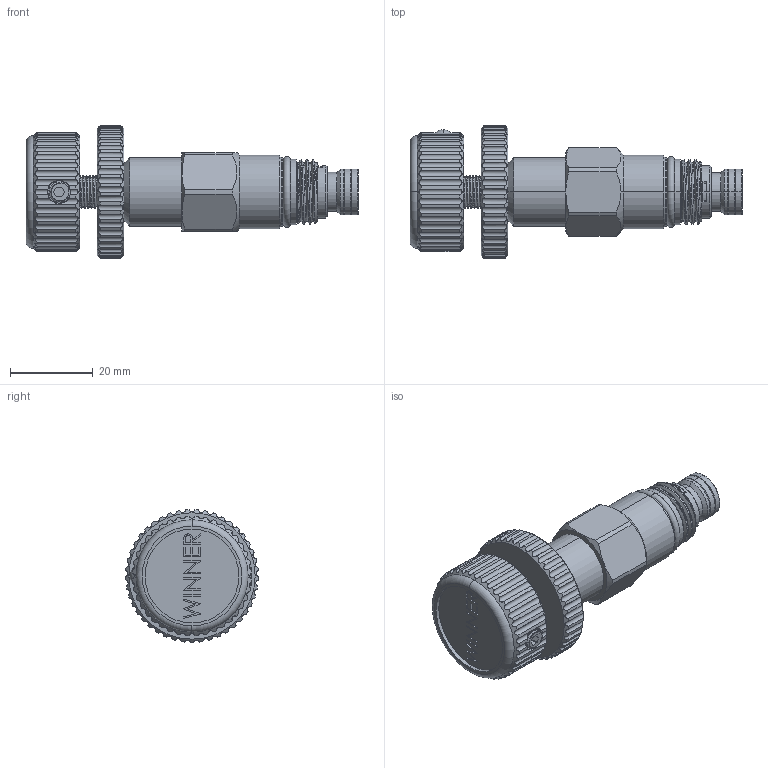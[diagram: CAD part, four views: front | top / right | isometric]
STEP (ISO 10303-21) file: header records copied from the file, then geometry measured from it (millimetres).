
FILE_DESCRIPTION (( 'STEP AP203' ), '1' );
FILE_NAME ('RD8A21-K.STEP', '2025-02-18T08:39:36', ( '' ), ( '' ), 'SwSTEP 2.0', 'SolidWorks 2018', '' );
FILE_SCHEMA (( 'CONFIG_CONTROL_DESIGN' ));
Length unit declared in the file: millimetre
Products named in the file (1): RD8A21-K
Bounding box: 80.4 x 32.2 x 32.18 mm (x, y, z)
Volume: 25348.2 mm3; surface area: 8693.4 mm2
Topology: 1 solids, 1 shells, 508 faces, 1378 edges, 905 vertices
Faces by surface type: cylinder 315, plane 119, cone 48, bspline 16, torus 8, sphere 2
Entity records: 29897 total; most frequent: CARTESIAN_POINT 17549, ORIENTED_EDGE 2756, DIRECTION 2357, EDGE_CURVE 1378, VERTEX_POINT 905, AXIS2_PLACEMENT_3D 893, VECTOR 571, LINE 571
